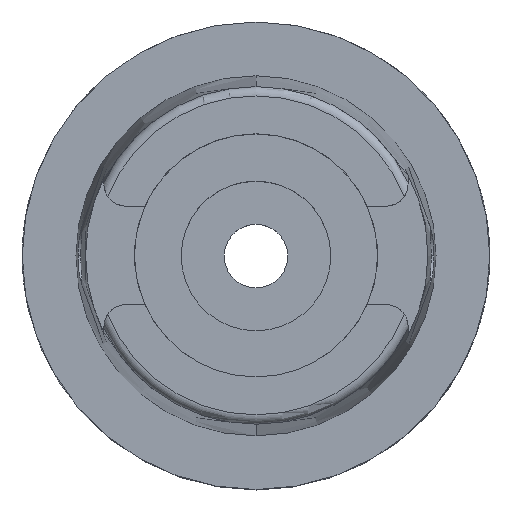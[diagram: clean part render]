
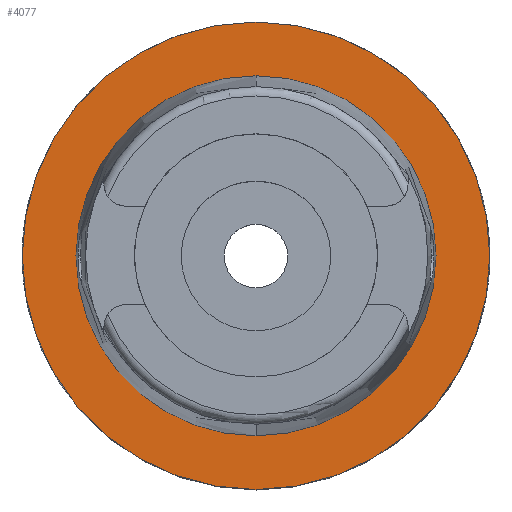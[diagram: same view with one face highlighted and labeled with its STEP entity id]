
A CAD part, top view. The second image highlights one B-rep face of the part: STEP entity #4077.
In plain terms, the highlighted planar face has unit normal (0, 0, 1).
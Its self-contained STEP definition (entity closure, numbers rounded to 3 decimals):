
#1982=CARTESIAN_POINT('',(0.,0.,0.));
#1983=DIRECTION('',(0.,0.,-1.));
#1984=DIRECTION('',(0.,-1.,0.));
#1985=AXIS2_PLACEMENT_3D('',#1982,#1983,#1984);
#1990=CARTESIAN_POINT('',(0.,0.,0.));
#1991=DIRECTION('',(0.,0.,-1.));
#1992=DIRECTION('',(0.,1.,0.));
#1993=AXIS2_PLACEMENT_3D('',#1990,#1991,#1992);
#1998=CARTESIAN_POINT('',(0.,0.,0.));
#1999=DIRECTION('',(0.,0.,1.));
#2000=DIRECTION('',(0.,-1.,0.));
#2001=AXIS2_PLACEMENT_3D('',#1998,#1999,#2000);
#2006=CARTESIAN_POINT('',(0.,0.,0.));
#2007=DIRECTION('',(0.,0.,1.));
#2008=DIRECTION('',(0.,1.,0.));
#2009=AXIS2_PLACEMENT_3D('',#2006,#2007,#2008);
#2379=CARTESIAN_POINT('',(0.,-19.25,0.));
#2380=VERTEX_POINT('',#2379);
#2381=CARTESIAN_POINT('',(0.,19.25,0.));
#2382=VERTEX_POINT('',#2381);
#2646=CARTESIAN_POINT('',(0.,25.,0.));
#2647=VERTEX_POINT('',#2646);
#2648=CARTESIAN_POINT('',(0.,-25.,0.));
#2649=VERTEX_POINT('',#2648);
#4064=CARTESIAN_POINT('',(0.,0.,0.));
#4065=DIRECTION('',(0.,0.,1.));
#4066=DIRECTION('',(0.,1.,0.));
#4067=AXIS2_PLACEMENT_3D('',#4064,#4065,#4066);
#4068=PLANE('',#4067);
#4069=ORIENTED_EDGE('',*,*,#4046,.T.);
#4070=ORIENTED_EDGE('',*,*,#3933,.T.);
#4071=EDGE_LOOP('',(#4069,#4070));
#4072=FACE_OUTER_BOUND('',#4071,.F.);
#4073=ORIENTED_EDGE('',*,*,#2863,.T.);
#4074=ORIENTED_EDGE('',*,*,#2832,.T.);
#4075=EDGE_LOOP('',(#4073,#4074));
#4076=FACE_BOUND('',#4075,.F.);
#1986=CIRCLE('',#1985,25.);
#1994=CIRCLE('',#1993,25.);
#2002=CIRCLE('',#2001,19.25);
#2010=CIRCLE('',#2009,19.25);
#2832=EDGE_CURVE('',#2382,#2380,#2010,.T.);
#2863=EDGE_CURVE('',#2380,#2382,#2002,.T.);
#3933=EDGE_CURVE('',#2647,#2649,#1994,.T.);
#4046=EDGE_CURVE('',#2649,#2647,#1986,.T.);
#4077=ADVANCED_FACE('',(#4072,#4076),#4068,.T.);
